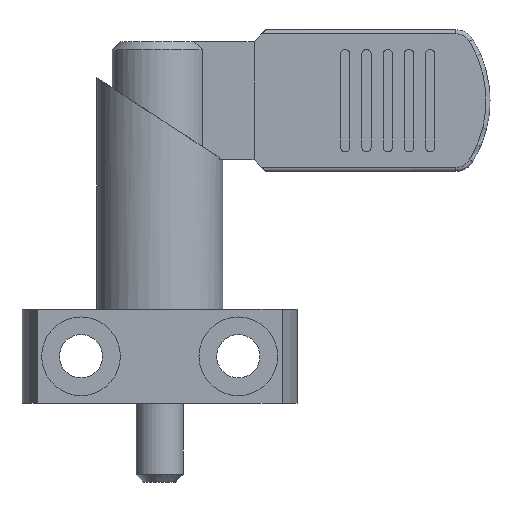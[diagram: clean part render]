
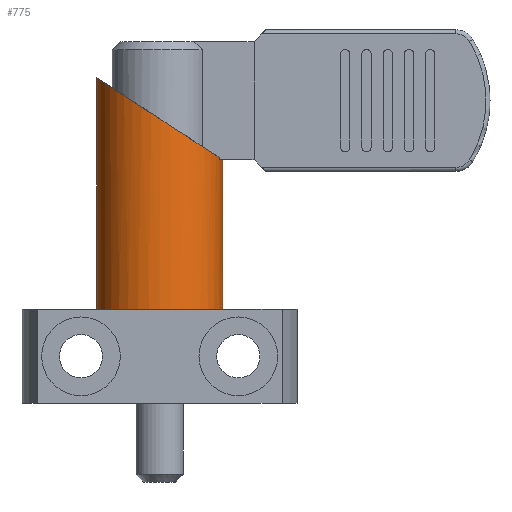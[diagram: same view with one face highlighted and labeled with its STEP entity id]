
A CAD part, front view. The second image highlights one B-rep face of the part: STEP entity #775.
In plain terms, the highlighted cylindrical face has radius 8 mm (diameter 16 mm), a partial arc.
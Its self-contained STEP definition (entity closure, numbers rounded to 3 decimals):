
#747=VERTEX_POINT('',#2206);
#749=VERTEX_POINT('',#2208);
#775=ADVANCED_FACE('',(#2235),#2236,.T.);
#809=EDGE_CURVE('',#747,#1895,#2271,.T.);
#885=VERTEX_POINT('',#2361);
#1143=EDGE_CURVE('',#885,#1425,#2646,.T.);
#1175=VERTEX_POINT('',#2679);
#1181=EDGE_CURVE('',#747,#885,#2685,.T.);
#1299=EDGE_CURVE('',#1175,#749,#2813,.T.);
#1425=VERTEX_POINT('',#2948);
#1549=EDGE_CURVE('',#1895,#1753,#3094,.T.);
#1669=EDGE_CURVE('',#749,#1425,#3235,.T.);
#1753=VERTEX_POINT('',#3326);
#1895=VERTEX_POINT('',#3478);
#2163=EDGE_CURVE('',#1753,#1175,#3782,.T.);
#2206=CARTESIAN_POINT('',(7.599,-2.5,31.26));
#2208=CARTESIAN_POINT('',(8.0,0.,12.0));
#2235=FACE_OUTER_BOUND('',#3869,.T.);
#2236=CYLINDRICAL_SURFACE('',#3870,8.0);
#2271=ELLIPSE('',#3922,9.539,8.0);
#2361=CARTESIAN_POINT('',(7.599,-2.5,31.0));
#2646=CIRCLE('',#4408,8.0);
#2679=CARTESIAN_POINT('',(0.,-8.0,12.0));
#2685=LINE('',#4458,#4459);
#2813=CIRCLE('',#4631,8.0);
#2948=CARTESIAN_POINT('',(8.0,0.,31.0));
#3094=LINE('',#5004,#5005);
#3235=LINE('',#5184,#5185);
#3326=CARTESIAN_POINT('',(-8.0,0.,12.0));
#3478=CARTESIAN_POINT('',(-8.0,0.,41.391));
#3782=CIRCLE('',#5920,8.0);
#3869=EDGE_LOOP('',(#5993,#5994,#5995,#5996,#5997,#5998,#5999));
#3870=AXIS2_PLACEMENT_3D('',#6000,#6001,#6002);
#3922=AXIS2_PLACEMENT_3D('',#6033,#6034,#6035);
#4408=AXIS2_PLACEMENT_3D('',#6491,#6492,#6493);
#4458=CARTESIAN_POINT('',(7.599,-2.5,36.195));
#4459=VECTOR('',#6514,1.0);
#4631=AXIS2_PLACEMENT_3D('',#6656,#6657,#6658);
#5004=CARTESIAN_POINT('',(-8.0,0.,22.0));
#5005=VECTOR('',#7014,1.0);
#5184=CARTESIAN_POINT('',(8.0,0.,22.0));
#5185=VECTOR('',#7216,1.0);
#5920=AXIS2_PLACEMENT_3D('',#7897,#7898,#7899);
#5993=ORIENTED_EDGE('',*,*,#1669,.T.);
#5994=ORIENTED_EDGE('',*,*,#1143,.F.);
#5995=ORIENTED_EDGE('',*,*,#1181,.F.);
#5996=ORIENTED_EDGE('',*,*,#809,.T.);
#5997=ORIENTED_EDGE('',*,*,#1549,.T.);
#5998=ORIENTED_EDGE('',*,*,#2163,.T.);
#5999=ORIENTED_EDGE('',*,*,#1299,.T.);
#6000=CARTESIAN_POINT('',(0.0,0.0,22.0));
#6001=DIRECTION('',(-0.0,-0.0,-1.0));
#6002=DIRECTION('',(1.0,0.0,0.0));
#6033=CARTESIAN_POINT('',(0.0,0.0,36.195));
#6034=DIRECTION('',(-0.545,-0.0,-0.839));
#6035=DIRECTION('',(0.839,0.0,-0.545));
#6491=CARTESIAN_POINT('',(0.0,0.0,31.0));
#6492=DIRECTION('',(0.0,0.0,1.0));
#6493=DIRECTION('',(1.0,0.0,0.0));
#6514=DIRECTION('',(-0.0,-0.0,-1.0));
#6656=CARTESIAN_POINT('',(0.0,0.0,12.0));
#6657=DIRECTION('',(0.0,0.0,1.0));
#6658=DIRECTION('',(1.0,0.0,0.0));
#7014=DIRECTION('',(-0.0,-0.0,-1.0));
#7216=DIRECTION('',(0.0,0.0,1.0));
#7897=CARTESIAN_POINT('',(0.0,0.0,12.0));
#7898=DIRECTION('',(0.0,0.0,1.0));
#7899=DIRECTION('',(1.0,0.0,0.0));
